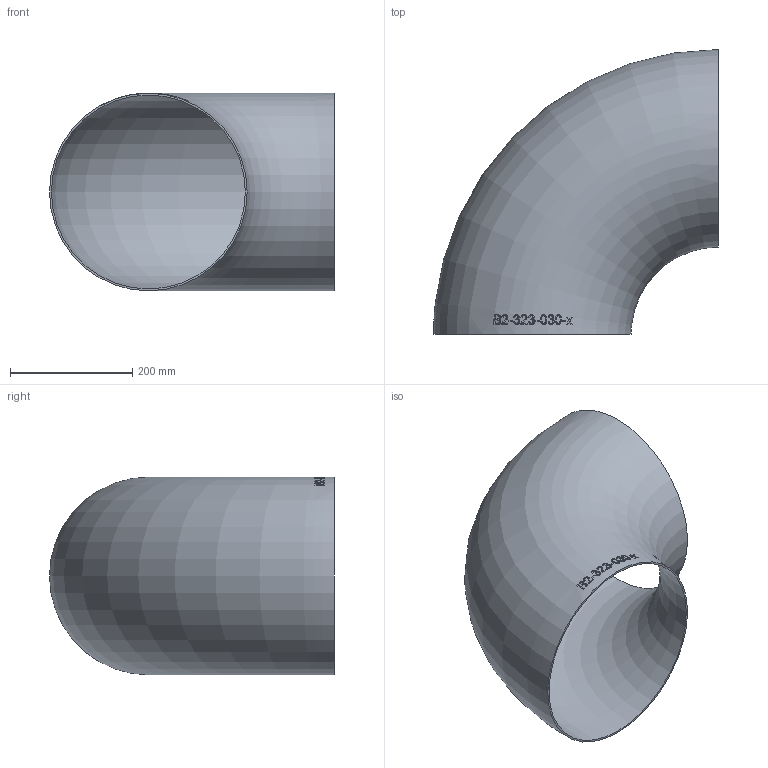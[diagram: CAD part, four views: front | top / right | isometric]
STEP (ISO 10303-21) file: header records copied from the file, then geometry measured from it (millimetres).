
FILE_DESCRIPTION (( 'STEP AP214' ), '1' );
FILE_NAME ('B2-323-030-x Bogen 2004.STEP', '2020-04-01T11:51:43', ( '' ), ( '' ), 'SwSTEP 2.0', 'SolidWorks 2019', '' );
FILE_SCHEMA (( 'AUTOMOTIVE_DESIGN' ));
Length unit declared in the file: millimetre
Products named in the file (1): B2-323-030-x Bogen 2004
Bounding box: 466.95 x 466.95 x 323.9 mm (x, y, z)
Volume: 1448953.4 mm3; surface area: 972058.5 mm2
Topology: 1 solids, 1 shells, 165 faces, 445 edges, 297 vertices
Faces by surface type: bspline 143, torus 20, plane 2
Entity records: 37158 total; most frequent: CARTESIAN_POINT 32626, ORIENTED_EDGE 866, EDGE_CURVE 433, B_SPLINE_CURVE_WITH_KNOTS 429, VERTEX_POINT 290, EDGE_LOOP 183, FACE_OUTER_BOUND 165, ADVANCED_FACE 163
